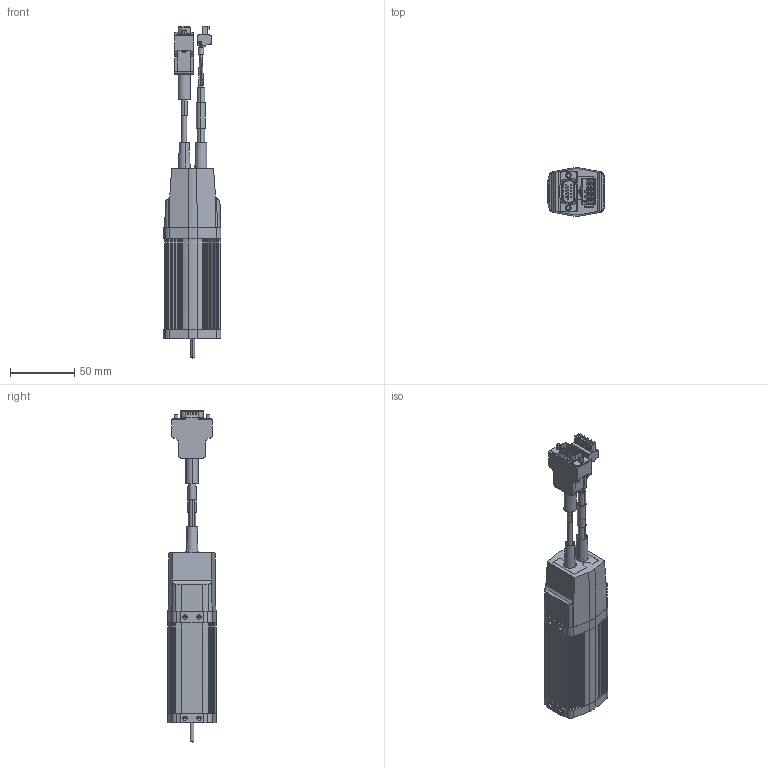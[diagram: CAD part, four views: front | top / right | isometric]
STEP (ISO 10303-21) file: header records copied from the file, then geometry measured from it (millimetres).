
FILE_DESCRIPTION((''),'2;1');
FILE_NAME('1334150-01-K01_ASM','2021-06-22T11:56:20',('ch5084'),(''),'CREO PARAMETRIC BY PTC INC, 2019164','CREO PARAMETRIC BY PTC INC, 2019164','');
FILE_SCHEMA(('AUTOMOTIVE_DESIGN { 1 0 10303 214 1 1 1 1 }'));
Products named in the file (33): 1254369-01-K01_AF1; 1311462-01-K01_AF2_ASM; 1312881-01-K01_AF0_ASM; 200550-4C-Z01; 1312917-01-K01_ASM; 1312103-01-K01; 355940-12-K01; 1312158-01-K01; 325030-06_AF4; 1333360-01-K01; 1333365-01-A01; 203978-11-Z01; 617448-01-A01_AF3; 231860-06-Z01_AF2; 239830-01; 611504-01-Z01; 1333366-01-K01_AF2_ASM; 1333799-01-K01; 202439-04-Z01_AF1; 1333357-01-K01; 203978-42-Z01; 1333361-01-A01; 239830-02; 616140-08-K01_AF3; 616140-08-K01_AF2; 202497-05-K01; 617448-01-A01_AF4; 231860-33-Z01_AF3; 1333363-01-K01_AF1_ASM; 1333955-01-K01; 659965-01-K01; 1333967-01-K01_AF1_ASM; 1334150-01-K01_ASM
Assembly tree (35 placements, depth 4):
  1334150-01-K01_ASM
    1312881-01-K01_AF0_ASM
      1311462-01-K01_AF2_ASM
        1254369-01-K01_AF1
    1312917-01-K01_ASM
      200550-4C-Z01
    1312103-01-K01
    355940-12-K01  x4
    1312158-01-K01
    1333967-01-K01_AF1_ASM
      1333366-01-K01_AF2_ASM
        325030-06_AF4
        1333360-01-K01
        1333365-01-A01
        203978-11-Z01
        617448-01-A01_AF3
        231860-06-Z01_AF2
        239830-01
        611504-01-Z01
      1333799-01-K01
      1333363-01-K01_AF1_ASM
        202439-04-Z01_AF1
        1333357-01-K01
        203978-42-Z01
        1333361-01-A01
        239830-02
        616140-08-K01_AF3
        616140-08-K01_AF2
        202497-05-K01
        617448-01-A01_AF4
        231860-33-Z01_AF3
      1333955-01-K01
      659965-01-K01
Bounding box: 44.55 x 37.58 x 258 mm (x, y, z)
Volume: 82896.6 mm3; surface area: 70363.6 mm2
Topology: 41 solids, 44 shells, 1685 faces, 4274 edges, 2746 vertices
Faces by surface type: plane 713, cylinder 712, cone 128, sphere 60, torus 56, extrusion 8, bspline 8
Entity records: 68448 total; most frequent: CARTESIAN_POINT 10151, DIRECTION 8589, ORIENTED_EDGE 7996, PRESENTATION_STYLE_ASSIGNMENT 4482, EDGE_CURVE 3998, STYLED_ITEM 3924, CURVE_STYLE 3764, AXIS2_PLACEMENT_3D 3240
